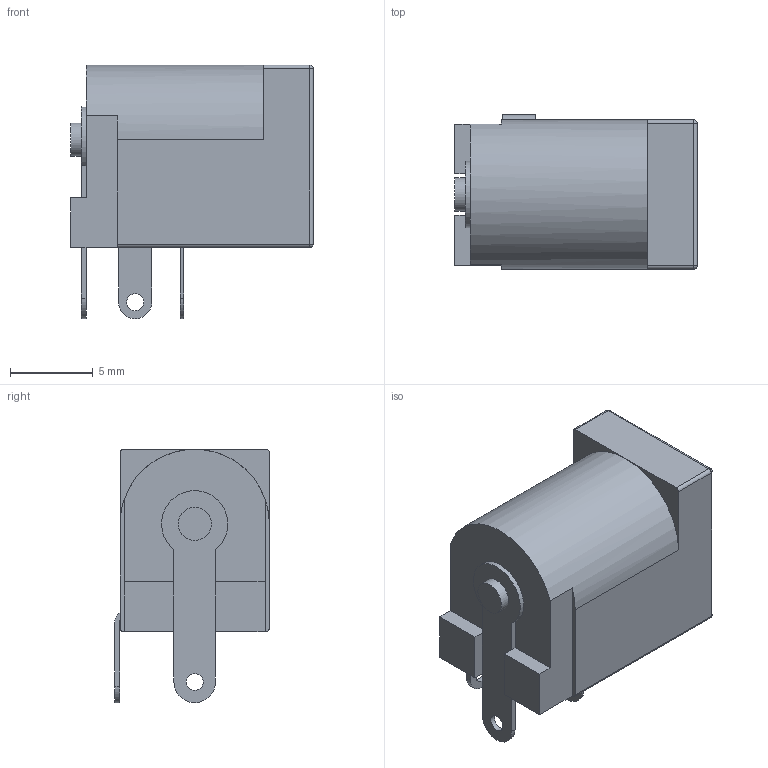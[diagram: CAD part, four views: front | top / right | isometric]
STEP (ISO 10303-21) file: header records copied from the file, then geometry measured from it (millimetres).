
FILE_DESCRIPTION(/* description */ (''),/* implementation_level */ '2;1');
FILE_NAME(/* name */ 'Barrel Jack.step',/* time_stamp */ '2019-07-25T14:42:56+01:00',/* author */ (''),/* organization */ (''),/* preprocessor_version */ 'ST-DEVELOPER v18',/* originating_system */ 'Autodesk Translation Framework v8.2.0.1029',/* authorisation */ '');
FILE_SCHEMA (('AUTOMOTIVE_DESIGN { 1 0 10303 214 3 1 1 }'));
Length unit declared in the file: millimetre
Products named in the file (1): Barrel Jack
Bounding box: 14.62 x 9.32 x 15.3 mm (x, y, z)
Volume: 1039.1 mm3; surface area: 1027.4 mm2
Topology: 1 solids, 1 shells, 60 faces, 152 edges, 95 vertices
Faces by surface type: plane 34, cylinder 21, sphere 5
Full cylindrical faces by diameter (mm): 1.02 x3, 2 x1, 2.1 x1, 6.3 x1
Entity records: 1857 total; most frequent: DIRECTION 321, CARTESIAN_POINT 304, ORIENTED_EDGE 296, EDGE_CURVE 148, AXIS2_PLACEMENT_3D 112, LINE 97, VECTOR 97, VERTEX_POINT 95
